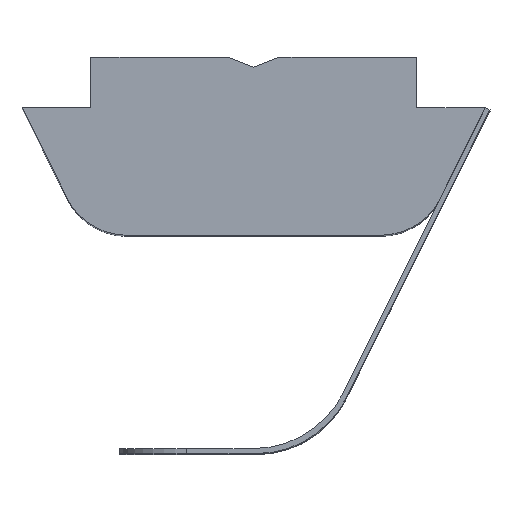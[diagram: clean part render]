
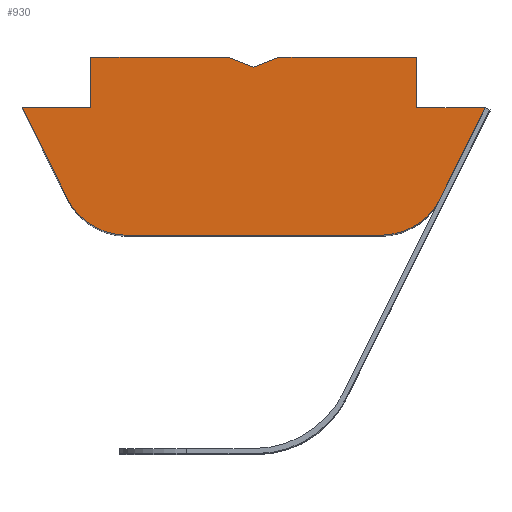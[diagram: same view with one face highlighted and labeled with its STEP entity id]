
A CAD part, top view. The second image highlights one B-rep face of the part: STEP entity #930.
In plain terms, the highlighted planar face has unit normal (0, 0, 1).
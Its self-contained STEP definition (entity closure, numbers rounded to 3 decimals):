
#5 = VERTEX_POINT ( 'NONE', #132 ) ;
#7 = DIRECTION ( 'NONE',  ( 0., 0., 1. ) ) ;
#18 = LINE ( 'NONE', #563, #817 ) ;
#23 = DIRECTION ( 'NONE',  ( 1., 0., 0. ) ) ;
#25 = LINE ( 'NONE', #1353, #982 ) ;
#28 = EDGE_CURVE ( 'NONE', #460, #184, #146, .T. ) ;
#29 = DIRECTION ( 'NONE',  ( -0.928, -0.371, 0. ) ) ;
#43 = CARTESIAN_POINT ( 'NONE',  ( 3.768, -5., 10. ) ) ;
#51 = CARTESIAN_POINT ( 'NONE',  ( 0.75, 0.3, 10. ) ) ;
#55 = DIRECTION ( 'NONE',  ( -1., 0., 0. ) ) ;
#80 = CARTESIAN_POINT ( 'NONE',  ( 0., 0., 10. ) ) ;
#84 = LINE ( 'NONE', #974, #1208 ) ;
#97 = ORIENTED_EDGE ( 'NONE', *, *, #822, .T. ) ;
#100 = ORIENTED_EDGE ( 'NONE', *, *, #1099, .T. ) ;
#106 = AXIS2_PLACEMENT_3D ( 'NONE', #917, #245, #1036 ) ;
#132 = CARTESIAN_POINT ( 'NONE',  ( -5.558, -3.892, 10. ) ) ;
#146 = LINE ( 'NONE', #1149, #990 ) ;
#155 = DIRECTION ( 'NONE',  ( 0., 1., 0. ) ) ;
#170 = DIRECTION ( 'NONE',  ( 0., -1., 0. ) ) ;
#179 = CARTESIAN_POINT ( 'NONE',  ( -0.75, 0.3, 10. ) ) ;
#182 = EDGE_CURVE ( 'NONE', #204, #1428, #844, .T. ) ;
#184 = VERTEX_POINT ( 'NONE', #913 ) ;
#195 = LINE ( 'NONE', #509, #284 ) ;
#204 = VERTEX_POINT ( 'NONE', #51 ) ;
#245 = DIRECTION ( 'NONE',  ( 0., 0., 1. ) ) ;
#250 = CARTESIAN_POINT ( 'NONE',  ( -3.768, -3., 10. ) ) ;
#251 = VERTEX_POINT ( 'NONE', #43 ) ;
#284 = VECTOR ( 'NONE', #867, 1000. ) ;
#293 = DIRECTION ( 'NONE',  ( 0.446, 0.895, 0. ) ) ;
#299 = EDGE_CURVE ( 'NONE', #856, #460, #84, .T. ) ;
#310 = CARTESIAN_POINT ( 'NONE',  ( -4.85, -1.2, 10. ) ) ;
#346 = DIRECTION ( 'NONE',  ( 0., 0., 1. ) ) ;
#365 = DIRECTION ( 'NONE',  ( 0.446, -0.895, 0. ) ) ;
#444 = AXIS2_PLACEMENT_3D ( 'NONE', #454, #7, #461 ) ;
#448 = ORIENTED_EDGE ( 'NONE', *, *, #953, .T. ) ;
#453 = ORIENTED_EDGE ( 'NONE', *, *, #182, .T. ) ;
#454 = CARTESIAN_POINT ( 'NONE',  ( 3.768, -3., 10. ) ) ;
#460 = VERTEX_POINT ( 'NONE', #1246 ) ;
#461 = DIRECTION ( 'NONE',  ( -1., 0., 0. ) ) ;
#465 = EDGE_CURVE ( 'NONE', #626, #785, #18, .T. ) ;
#481 = ORIENTED_EDGE ( 'NONE', *, *, #28, .T. ) ;
#495 = LINE ( 'NONE', #943, #820 ) ;
#504 = EDGE_CURVE ( 'NONE', #5, #1327, #602, .T. ) ;
#509 = CARTESIAN_POINT ( 'NONE',  ( 3.768, -5., 10. ) ) ;
#524 = EDGE_CURVE ( 'NONE', #811, #5, #25, .T. ) ;
#531 = DIRECTION ( 'NONE',  ( -1., 0., 0. ) ) ;
#532 = DIRECTION ( 'NONE',  ( -0.928, 0.371, 0. ) ) ;
#542 = LINE ( 'NONE', #768, #1252 ) ;
#547 = EDGE_CURVE ( 'NONE', #785, #1393, #622, .T. ) ;
#563 = CARTESIAN_POINT ( 'NONE',  ( -0.75, 0.3, 10. ) ) ;
#582 = FACE_OUTER_BOUND ( 'NONE', #955, .T. ) ;
#600 = ORIENTED_EDGE ( 'NONE', *, *, #944, .T. ) ;
#602 = CIRCLE ( 'NONE', #106, 2. ) ;
#610 = AXIS2_PLACEMENT_3D ( 'NONE', #250, #346, #23 ) ;
#622 = LINE ( 'NONE', #723, #925 ) ;
#626 = VERTEX_POINT ( 'NONE', #179 ) ;
#633 = LINE ( 'NONE', #1077, #1248 ) ;
#657 = EDGE_CURVE ( 'NONE', #991, #856, #495, .T. ) ;
#665 = EDGE_CURVE ( 'NONE', #1393, #811, #633, .T. ) ;
#674 = DIRECTION ( 'NONE',  ( -1., 0., 0. ) ) ;
#723 = CARTESIAN_POINT ( 'NONE',  ( -4.85, 0.3, 10. ) ) ;
#768 = CARTESIAN_POINT ( 'NONE',  ( 0.75, 0.3, 10. ) ) ;
#785 = VERTEX_POINT ( 'NONE', #969 ) ;
#810 = ORIENTED_EDGE ( 'NONE', *, *, #547, .T. ) ;
#811 = VERTEX_POINT ( 'NONE', #1218 ) ;
#815 = ORIENTED_EDGE ( 'NONE', *, *, #524, .T. ) ;
#817 = VECTOR ( 'NONE', #1111, 1000. ) ;
#820 = VECTOR ( 'NONE', #293, 1000. ) ;
#822 = EDGE_CURVE ( 'NONE', #251, #991, #1076, .T. ) ;
#844 = LINE ( 'NONE', #1048, #1226 ) ;
#845 = LINE ( 'NONE', #80, #1097 ) ;
#856 = VERTEX_POINT ( 'NONE', #1121 ) ;
#864 = ORIENTED_EDGE ( 'NONE', *, *, #299, .T. ) ;
#867 = DIRECTION ( 'NONE',  ( 1., 0., 0. ) ) ;
#913 = CARTESIAN_POINT ( 'NONE',  ( 4.85, 0.3, 10. ) ) ;
#917 = CARTESIAN_POINT ( 'NONE',  ( -3.768, -3., 10. ) ) ;
#925 = VECTOR ( 'NONE', #170, 1000. ) ;
#929 = ORIENTED_EDGE ( 'NONE', *, *, #657, .T. ) ;
#930 = ADVANCED_FACE ( 'NONE', ( #582 ), #1027, .T. ) ;
#943 = CARTESIAN_POINT ( 'NONE',  ( 6.9, -1.2, 10. ) ) ;
#944 = EDGE_CURVE ( 'NONE', #1428, #626, #845, .T. ) ;
#953 = EDGE_CURVE ( 'NONE', #1327, #251, #195, .T. ) ;
#955 = EDGE_LOOP ( 'NONE', ( #600, #1210, #810, #1053, #815, #1039, #448, #97, #929, #864, #481, #100, #453 ) ) ;
#959 = CARTESIAN_POINT ( 'NONE',  ( 5.558, -3.892, 10. ) ) ;
#969 = CARTESIAN_POINT ( 'NONE',  ( -4.85, 0.3, 10. ) ) ;
#974 = CARTESIAN_POINT ( 'NONE',  ( 4.85, -1.2, 10. ) ) ;
#982 = VECTOR ( 'NONE', #365, 1000. ) ;
#990 = VECTOR ( 'NONE', #155, 1000. ) ;
#991 = VERTEX_POINT ( 'NONE', #959 ) ;
#1017 = CARTESIAN_POINT ( 'NONE',  ( 0., 0., 10. ) ) ;
#1027 = PLANE ( 'NONE',  #610 ) ;
#1036 = DIRECTION ( 'NONE',  ( 1., 0., 0. ) ) ;
#1039 = ORIENTED_EDGE ( 'NONE', *, *, #504, .T. ) ;
#1048 = CARTESIAN_POINT ( 'NONE',  ( 0., 0., 10. ) ) ;
#1053 = ORIENTED_EDGE ( 'NONE', *, *, #665, .T. ) ;
#1076 = CIRCLE ( 'NONE', #444, 2. ) ;
#1077 = CARTESIAN_POINT ( 'NONE',  ( -4.85, -1.2, 10. ) ) ;
#1097 = VECTOR ( 'NONE', #532, 1000. ) ;
#1099 = EDGE_CURVE ( 'NONE', #184, #204, #542, .T. ) ;
#1111 = DIRECTION ( 'NONE',  ( -1., 0., 0. ) ) ;
#1121 = CARTESIAN_POINT ( 'NONE',  ( 6.9, -1.2, 10. ) ) ;
#1149 = CARTESIAN_POINT ( 'NONE',  ( 4.85, 0.3, 10. ) ) ;
#1197 = CARTESIAN_POINT ( 'NONE',  ( -3.768, -5., 10. ) ) ;
#1208 = VECTOR ( 'NONE', #531, 1000. ) ;
#1210 = ORIENTED_EDGE ( 'NONE', *, *, #465, .T. ) ;
#1218 = CARTESIAN_POINT ( 'NONE',  ( -6.9, -1.2, 10. ) ) ;
#1226 = VECTOR ( 'NONE', #29, 1000. ) ;
#1246 = CARTESIAN_POINT ( 'NONE',  ( 4.85, -1.2, 10. ) ) ;
#1248 = VECTOR ( 'NONE', #55, 1000. ) ;
#1252 = VECTOR ( 'NONE', #674, 1000. ) ;
#1327 = VERTEX_POINT ( 'NONE', #1197 ) ;
#1353 = CARTESIAN_POINT ( 'NONE',  ( -6.9, -1.2, 10. ) ) ;
#1393 = VERTEX_POINT ( 'NONE', #310 ) ;
#1428 = VERTEX_POINT ( 'NONE', #1017 ) ;
